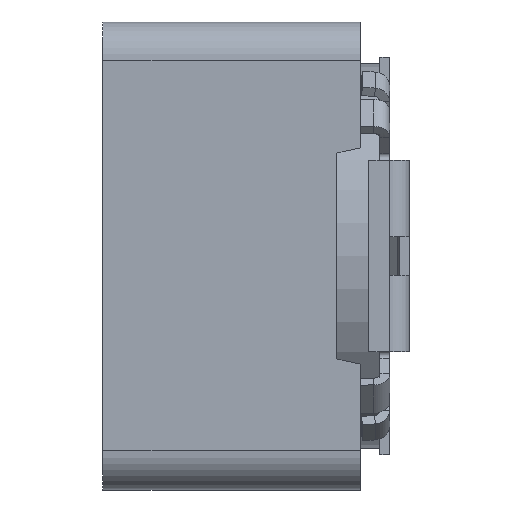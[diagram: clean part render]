
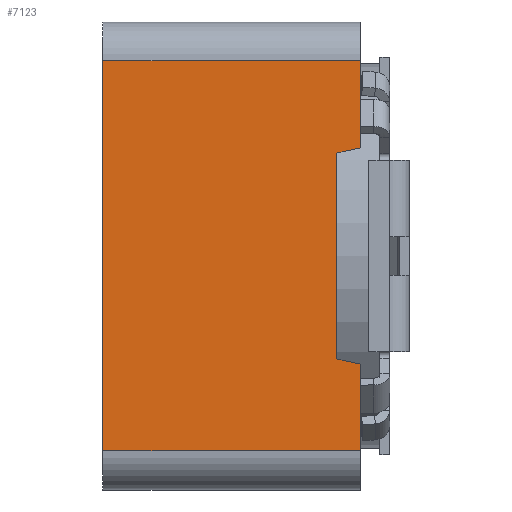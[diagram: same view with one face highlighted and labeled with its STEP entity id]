
A CAD part, left-side view. The second image highlights one B-rep face of the part: STEP entity #7123.
In plain terms, the highlighted face is planar.
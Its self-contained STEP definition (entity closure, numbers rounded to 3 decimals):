
#187 = EDGE_CURVE ( 'NONE', #3250, #2314, #3713, .T. ) ;
#385 = VECTOR ( 'NONE', #7891, 1000. ) ;
#399 = CARTESIAN_POINT ( 'NONE',  ( 6., 6.6, 6. ) ) ;
#426 = PLANE ( 'NONE',  #2511 ) ;
#578 = EDGE_CURVE ( 'NONE', #7339, #4956, #5871, .T. ) ;
#612 = EDGE_CURVE ( 'NONE', #2314, #767, #6056, .T. ) ;
#767 = VERTEX_POINT ( 'NONE', #7491 ) ;
#1014 = CARTESIAN_POINT ( 'NONE',  ( 6., 6.6, -2.775 ) ) ;
#1068 = DIRECTION ( 'NONE',  ( -1., 0., 0. ) ) ;
#1177 = CARTESIAN_POINT ( 'NONE',  ( 6., 0., 6. ) ) ;
#1297 = CARTESIAN_POINT ( 'NONE',  ( 6., 6., 2.64 ) ) ;
#1307 = VECTOR ( 'NONE', #7433, 1000. ) ;
#1358 = CARTESIAN_POINT ( 'NONE',  ( 6., 6.6, 6. ) ) ;
#1445 = VECTOR ( 'NONE', #2780, 1000. ) ;
#1496 = FACE_OUTER_BOUND ( 'NONE', #2052, .T. ) ;
#1613 = ORIENTED_EDGE ( 'NONE', *, *, #187, .T. ) ;
#2052 = EDGE_LOOP ( 'NONE', ( #4147, #3724, #5165, #3021, #1613, #6072, #2793, #5926 ) ) ;
#2143 = CARTESIAN_POINT ( 'NONE',  ( 6., 6.6, 5. ) ) ;
#2252 = VERTEX_POINT ( 'NONE', #2143 ) ;
#2314 = VERTEX_POINT ( 'NONE', #4157 ) ;
#2382 = VERTEX_POINT ( 'NONE', #1014 ) ;
#2462 = DIRECTION ( 'NONE',  ( 0., 0., -1. ) ) ;
#2511 = AXIS2_PLACEMENT_3D ( 'NONE', #399, #1068, #6509 ) ;
#2591 = LINE ( 'NONE', #4305, #1307 ) ;
#2683 = DIRECTION ( 'NONE',  ( 0., -0.976, 0.22 ) ) ;
#2759 = EDGE_CURVE ( 'NONE', #2382, #767, #3490, .T. ) ;
#2780 = DIRECTION ( 'NONE',  ( 0., 0., -1. ) ) ;
#2793 = ORIENTED_EDGE ( 'NONE', *, *, #2759, .F. ) ;
#3021 = ORIENTED_EDGE ( 'NONE', *, *, #6765, .T. ) ;
#3132 = LINE ( 'NONE', #6528, #1445 ) ;
#3250 = VERTEX_POINT ( 'NONE', #4428 ) ;
#3268 = CARTESIAN_POINT ( 'NONE',  ( 6., 6.6, -2.775 ) ) ;
#3490 = LINE ( 'NONE', #1358, #4562 ) ;
#3530 = CARTESIAN_POINT ( 'NONE',  ( 6., 6., -2.64 ) ) ;
#3533 = VECTOR ( 'NONE', #2462, 1000. ) ;
#3713 = LINE ( 'NONE', #1177, #3533 ) ;
#3724 = ORIENTED_EDGE ( 'NONE', *, *, #578, .T. ) ;
#3738 = EDGE_CURVE ( 'NONE', #5761, #7339, #5407, .T. ) ;
#4147 = ORIENTED_EDGE ( 'NONE', *, *, #3738, .T. ) ;
#4157 = CARTESIAN_POINT ( 'NONE',  ( 6., 0., -5. ) ) ;
#4305 = CARTESIAN_POINT ( 'NONE',  ( 6., 6.6, 5. ) ) ;
#4336 = CARTESIAN_POINT ( 'NONE',  ( 6., 6.6, -5. ) ) ;
#4428 = CARTESIAN_POINT ( 'NONE',  ( 6., 0., 5. ) ) ;
#4457 = EDGE_CURVE ( 'NONE', #2252, #4956, #3132, .T. ) ;
#4562 = VECTOR ( 'NONE', #6419, 1000. ) ;
#4956 = VERTEX_POINT ( 'NONE', #6445 ) ;
#5165 = ORIENTED_EDGE ( 'NONE', *, *, #4457, .F. ) ;
#5407 = LINE ( 'NONE', #3530, #385 ) ;
#5761 = VERTEX_POINT ( 'NONE', #6839 ) ;
#5871 = LINE ( 'NONE', #6422, #7009 ) ;
#5926 = ORIENTED_EDGE ( 'NONE', *, *, #8025, .T. ) ;
#6056 = LINE ( 'NONE', #4336, #7411 ) ;
#6072 = ORIENTED_EDGE ( 'NONE', *, *, #612, .T. ) ;
#6296 = VECTOR ( 'NONE', #2683, 1000. ) ;
#6419 = DIRECTION ( 'NONE',  ( 0., 0., -1. ) ) ;
#6422 = CARTESIAN_POINT ( 'NONE',  ( 6., 6., 2.64 ) ) ;
#6445 = CARTESIAN_POINT ( 'NONE',  ( 6., 6.6, 2.775 ) ) ;
#6509 = DIRECTION ( 'NONE',  ( 0., 0., 1. ) ) ;
#6528 = CARTESIAN_POINT ( 'NONE',  ( 6., 6.6, 6. ) ) ;
#6765 = EDGE_CURVE ( 'NONE', #2252, #3250, #2591, .T. ) ;
#6839 = CARTESIAN_POINT ( 'NONE',  ( 6., 6., -2.64 ) ) ;
#7009 = VECTOR ( 'NONE', #7413, 1000. ) ;
#7123 = ADVANCED_FACE ( 'NONE', ( #1496 ), #426, .F. ) ;
#7339 = VERTEX_POINT ( 'NONE', #1297 ) ;
#7354 = DIRECTION ( 'NONE',  ( 0., 1., 0. ) ) ;
#7411 = VECTOR ( 'NONE', #7354, 1000. ) ;
#7413 = DIRECTION ( 'NONE',  ( 0., 0.976, 0.22 ) ) ;
#7433 = DIRECTION ( 'NONE',  ( 0., -1., 0. ) ) ;
#7491 = CARTESIAN_POINT ( 'NONE',  ( 6., 6.6, -5. ) ) ;
#7666 = LINE ( 'NONE', #3268, #6296 ) ;
#7891 = DIRECTION ( 'NONE',  ( 0., 0., 1. ) ) ;
#8025 = EDGE_CURVE ( 'NONE', #2382, #5761, #7666, .T. ) ;
